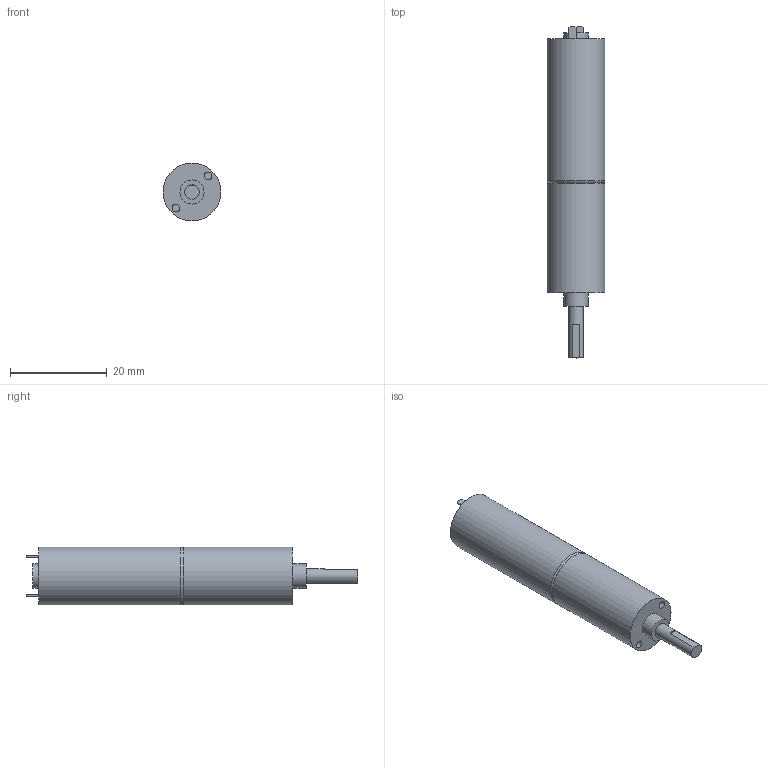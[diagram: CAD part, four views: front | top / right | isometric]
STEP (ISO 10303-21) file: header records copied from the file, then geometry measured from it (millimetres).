
FILE_DESCRIPTION( ( 'Unknown' ), '1' );
FILE_NAME( 'PD1230-256-F.stp', 'Unknown', ( 'Unknown' ), ( 'Unknown' ), 'PSStep 17.0.49', 'Unknown', ' ' );
FILE_SCHEMA( ( 'AUTOMOTIVE_DESIGN { 1 0 10303 214 1 1 1 1 }' ) );
Length unit declared in the file: millimetre
Products named in the file (1): 1
Bounding box: 12 x 68.8 x 12 mm (x, y, z)
Volume: 6102.8 mm3; surface area: 2452 mm2
Topology: 1 solids, 1 shells, 32 faces, 65 edges, 43 vertices
Faces by surface type: plane 24, cylinder 7, torus 1
Full cylindrical faces by diameter (mm): 1.567 x2, 3 x1, 5 x2, 12 x2
Entity records: 1060 total; most frequent: DIRECTION 138, CARTESIAN_POINT 131, ORIENTED_EDGE 112, EDGE_CURVE 56, AXIS2_PLACEMENT_3D 49, EDGE_LOOP 48, VERTEX_POINT 42, FACE_OUTER_BOUND 40
